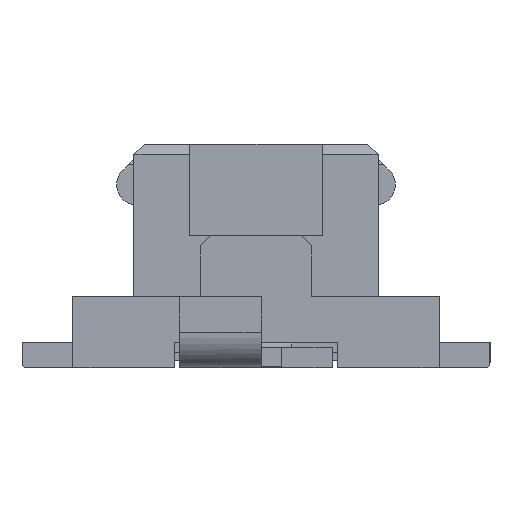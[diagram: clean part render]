
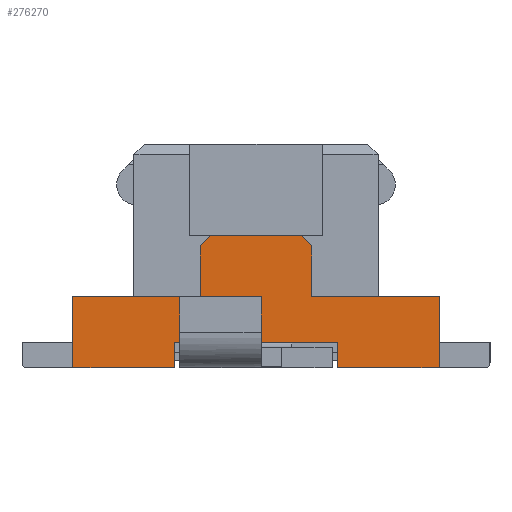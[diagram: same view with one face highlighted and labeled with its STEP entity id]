
A CAD part, left-side view. The second image highlights one B-rep face of the part: STEP entity #276270.
In plain terms, the highlighted planar face has unit normal (-1, 0, 0).
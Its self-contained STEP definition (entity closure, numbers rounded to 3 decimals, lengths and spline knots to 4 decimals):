
#28850=CARTESIAN_POINT('',(-20.2,3.3,0.7));
#28860=VERTEX_POINT('',#28850);
#28890=CARTESIAN_POINT('',(-20.2,3.3,0.7));
#28900=DIRECTION('',(0.,0.,-1.));
#28910=VECTOR('',#28900,1.);
#28920=LINE('',#28890,#28910);
#28930=CARTESIAN_POINT('',(-20.2,3.3,0.));
#28940=VERTEX_POINT('',#28930);
#28950=EDGE_CURVE('',#28860,#28940,#28920,.T.);
#74580=CARTESIAN_POINT('',(-20.2,-0.3,0.));
#74590=VERTEX_POINT('',#74580);
#74620=CARTESIAN_POINT('',(-20.2,-0.3,0.7));
#74630=DIRECTION('',(0.,0.,-1.));
#74640=VECTOR('',#74630,1.);
#74650=LINE('',#74620,#74640);
#74660=CARTESIAN_POINT('',(-20.2,-0.3,0.7));
#74670=VERTEX_POINT('',#74660);
#74680=EDGE_CURVE('',#74670,#74590,#74650,.T.);
#275050=CARTESIAN_POINT('',(-20.2,0.7,0.));
#275060=VERTEX_POINT('',#275050);
#275220=CARTESIAN_POINT('',(-20.2,0.7,0.25));
#275230=VERTEX_POINT('',#275220);
#275260=CARTESIAN_POINT('',(-20.2,0.7,0.25));
#275270=DIRECTION('',(0.,0.,-1.));
#275280=VECTOR('',#275270,1.);
#275290=LINE('',#275260,#275280);
#275300=EDGE_CURVE('',#275230,#275060,#275290,.T.);
#275350=CARTESIAN_POINT('',(-20.2,3.39,1.3325));
#275360=DIRECTION('',(1.,-0.,-0.));
#275370=DIRECTION('',(-0.,-1.,0.));
#275380=AXIS2_PLACEMENT_3D('',#275350,#275360,#275370);
#275390=PLANE('',#275380);
#275400=CARTESIAN_POINT('',(-20.2,0.7,0.));
#275410=DIRECTION('',(0.,-1.,0.));
#275420=VECTOR('',#275410,1.);
#275430=LINE('',#275400,#275420);
#275440=EDGE_CURVE('',#275060,#74590,#275430,.T.);
#275450=ORIENTED_EDGE('',*,*,#275440,.T.);
#275460=ORIENTED_EDGE('',*,*,#275300,.T.);
#275470=CARTESIAN_POINT('',(-20.2,2.3,0.25));
#275480=DIRECTION('',(0.,-1.,0.));
#275490=VECTOR('',#275480,1.);
#275500=LINE('',#275470,#275490);
#275510=CARTESIAN_POINT('',(-20.2,2.3,0.25));
#275520=VERTEX_POINT('',#275510);
#275530=EDGE_CURVE('',#275520,#275230,#275500,.T.);
#275540=ORIENTED_EDGE('',*,*,#275530,.T.);
#275550=CARTESIAN_POINT('',(-20.2,2.3,0.));
#275560=DIRECTION('',(0.,0.,1.));
#275570=VECTOR('',#275560,1.);
#275580=LINE('',#275550,#275570);
#275590=CARTESIAN_POINT('',(-20.2,2.3,0.));
#275600=VERTEX_POINT('',#275590);
#275610=EDGE_CURVE('',#275600,#275520,#275580,.T.);
#275620=ORIENTED_EDGE('',*,*,#275610,.T.);
#275630=CARTESIAN_POINT('',(-20.2,3.3,0.));
#275640=DIRECTION('',(0.,-1.,0.));
#275650=VECTOR('',#275640,1.);
#275660=LINE('',#275630,#275650);
#275670=EDGE_CURVE('',#28940,#275600,#275660,.T.);
#275680=ORIENTED_EDGE('',*,*,#275670,.T.);
#275690=ORIENTED_EDGE('',*,*,#28950,.T.);
#275700=CARTESIAN_POINT('',(-20.2,2.05,0.7));
#275710=DIRECTION('',(0.,1.,0.));
#275720=VECTOR('',#275710,1.);
#275730=LINE('',#275700,#275720);
#275740=CARTESIAN_POINT('',(-20.2,2.05,0.7));
#275750=VERTEX_POINT('',#275740);
#275760=EDGE_CURVE('',#275750,#28860,#275730,.T.);
#275770=ORIENTED_EDGE('',*,*,#275760,.T.);
#275780=CARTESIAN_POINT('',(-20.2,2.05,1.2));
#275790=DIRECTION('',(0.,0.,-1.));
#275800=VECTOR('',#275790,1.);
#275810=LINE('',#275780,#275800);
#275820=CARTESIAN_POINT('',(-20.2,2.05,1.2));
#275830=VERTEX_POINT('',#275820);
#275840=EDGE_CURVE('',#275830,#275750,#275810,.T.);
#275850=ORIENTED_EDGE('',*,*,#275840,.T.);
#275860=CARTESIAN_POINT('',(-20.2,1.95,1.3));
#275870=DIRECTION('',(0.,0.707,-0.707));
#275880=VECTOR('',#275870,1.);
#275890=LINE('',#275860,#275880);
#275900=CARTESIAN_POINT('',(-20.2,1.95,1.3));
#275910=VERTEX_POINT('',#275900);
#275920=EDGE_CURVE('',#275910,#275830,#275890,.T.);
#275930=ORIENTED_EDGE('',*,*,#275920,.T.);
#275940=CARTESIAN_POINT('',(-20.2,1.05,1.3));
#275950=DIRECTION('',(0.,1.,0.));
#275960=VECTOR('',#275950,1.);
#275970=LINE('',#275940,#275960);
#275980=CARTESIAN_POINT('',(-20.2,1.05,1.3));
#275990=VERTEX_POINT('',#275980);
#276000=EDGE_CURVE('',#275990,#275910,#275970,.T.);
#276010=ORIENTED_EDGE('',*,*,#276000,.T.);
#276020=CARTESIAN_POINT('',(-20.2,0.95,1.2));
#276030=DIRECTION('',(0.,0.707,0.707));
#276040=VECTOR('',#276030,1.);
#276050=LINE('',#276020,#276040);
#276060=CARTESIAN_POINT('',(-20.2,0.95,1.2));
#276070=VERTEX_POINT('',#276060);
#276080=EDGE_CURVE('',#276070,#275990,#276050,.T.);
#276090=ORIENTED_EDGE('',*,*,#276080,.T.);
#276100=CARTESIAN_POINT('',(-20.2,0.95,0.7));
#276110=DIRECTION('',(0.,0.,1.));
#276120=VECTOR('',#276110,1.);
#276130=LINE('',#276100,#276120);
#276140=CARTESIAN_POINT('',(-20.2,0.95,0.7));
#276150=VERTEX_POINT('',#276140);
#276160=EDGE_CURVE('',#276150,#276070,#276130,.T.);
#276170=ORIENTED_EDGE('',*,*,#276160,.T.);
#276180=CARTESIAN_POINT('',(-20.2,-0.3,0.7));
#276190=DIRECTION('',(0.,1.,0.));
#276200=VECTOR('',#276190,1.);
#276210=LINE('',#276180,#276200);
#276220=EDGE_CURVE('',#74670,#276150,#276210,.T.);
#276230=ORIENTED_EDGE('',*,*,#276220,.T.);
#276240=ORIENTED_EDGE('',*,*,#74680,.F.);
#276250=EDGE_LOOP('',(#276240,#276230,#276170,#276090,#276010,#275930,
#275850,#275770,#275690,#275680,#275620,#275540,#275460,#275450));
#276260=FACE_OUTER_BOUND('',#276250,.T.);
#276270=ADVANCED_FACE('',(#276260),#275390,.F.);
